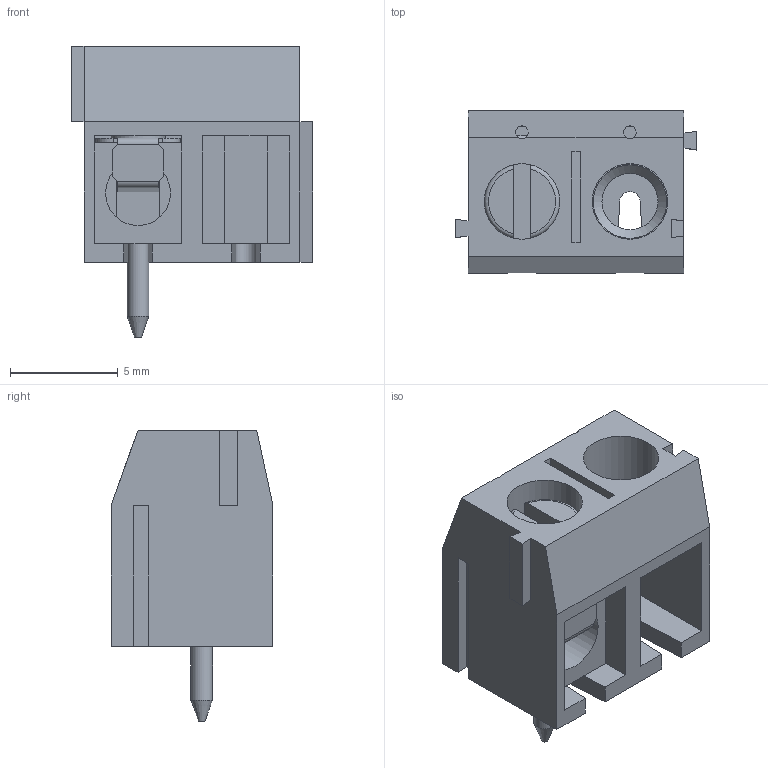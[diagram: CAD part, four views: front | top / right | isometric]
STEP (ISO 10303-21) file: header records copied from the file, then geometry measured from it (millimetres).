
FILE_DESCRIPTION(/* description */ ('Unknown'),/* implementation_level */ '2;1');
FILE_NAME(/* name */ '691102810001',/* time_stamp */ '2021-09-16T15:03:23+02:00',/* author */ ('Unknown'),/* organization */ ('Unknown'),/* preprocessor_version */ 'ST-DEVELOPER v16.7',/* originating_system */ 'Solid Edge',/* authorisation */ 'Unknown');
FILE_SCHEMA (('AUTOMOTIVE_DESIGN {1 0 10303 214 3 1 1}'));
Length unit declared in the file: millimetre
Products named in the file (5): 6911028100xx; 691502710002; 6911027100xx_CAGE; 6911027100xx_Spring; 6911027100xx_Screw
Assembly tree (4 placements, depth 2):
  6911028100xx
    691502710002
    6911027100xx_CAGE
    6911027100xx_Spring
    6911027100xx_Screw
Bounding box: 11.2 x 7.5 x 13.5 mm (x, y, z)
Volume: 457.7 mm3; surface area: 1105.8 mm2
Topology: 4 solids, 4 shells, 131 faces, 350 edges, 228 vertices
Faces by surface type: plane 97, cylinder 26, cone 5, torus 3
Full cylindrical faces by diameter (mm): 0.6 x2, 1 x1, 2 x1, 2.5 x1, 2.75 x1, 3 x1, 3.5 x3
Entity records: 4229 total; most frequent: CARTESIAN_POINT 706, DIRECTION 660, ORIENTED_EDGE 654, EDGE_CURVE 327, LINE 256, VECTOR 256, VERTEX_POINT 221, AXIS2_PLACEMENT_3D 202
